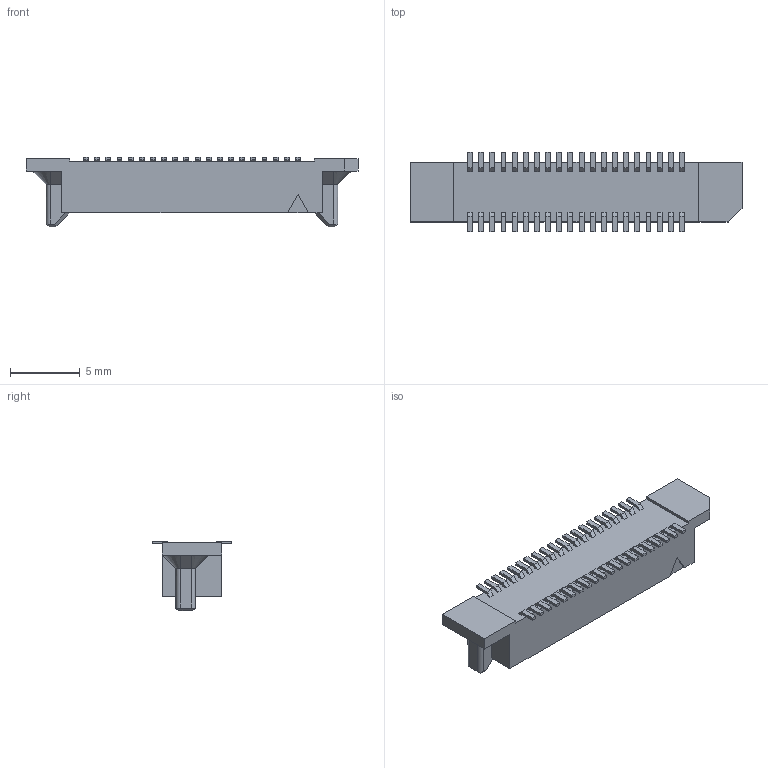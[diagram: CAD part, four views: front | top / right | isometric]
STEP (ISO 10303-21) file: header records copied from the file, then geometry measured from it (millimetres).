
FILE_DESCRIPTION(('OneSpaceDesigner STEP Export'),'2;1');
FILE_NAME('FX6A-40P-0.8SV.stp','2008-03-25T10:56:47',(''),(''),'OneSpace Designer STEP processor for AP214 (Solid Model)','OneSpace Modeling 15.00A 14-Mar-2007 (C) CoCreate Software GmbH','');
FILE_SCHEMA(('AUTOMOTIVE_DESIGN { 1 0 10303 214 1 1 1 1 }'));
Length unit declared in the file: millimetre
Products named in the file (2): FX6A-40P-0.8SV
Assembly tree (1 placements, depth 2):
  FX6A-40P-0.8SV
    FX6A-40P-0.8SV
Bounding box: 23.8 x 5.7 x 5 mm (x, y, z)
Volume: 188.1 mm3; surface area: 582.6 mm2
Topology: 1 solids, 1 shells, 340 faces, 878 edges, 580 vertices
Faces by surface type: plane 332, cone 4, cylinder 4
Entity records: 12400 total; most frequent: CARTESIAN_POINT 1797, ORIENTED_EDGE 1756, DIRECTION 1572, EDGE_CURVE 878, VECTOR 862, LINE 862, VERTEX_POINT 580, EDGE_LOOP 380
